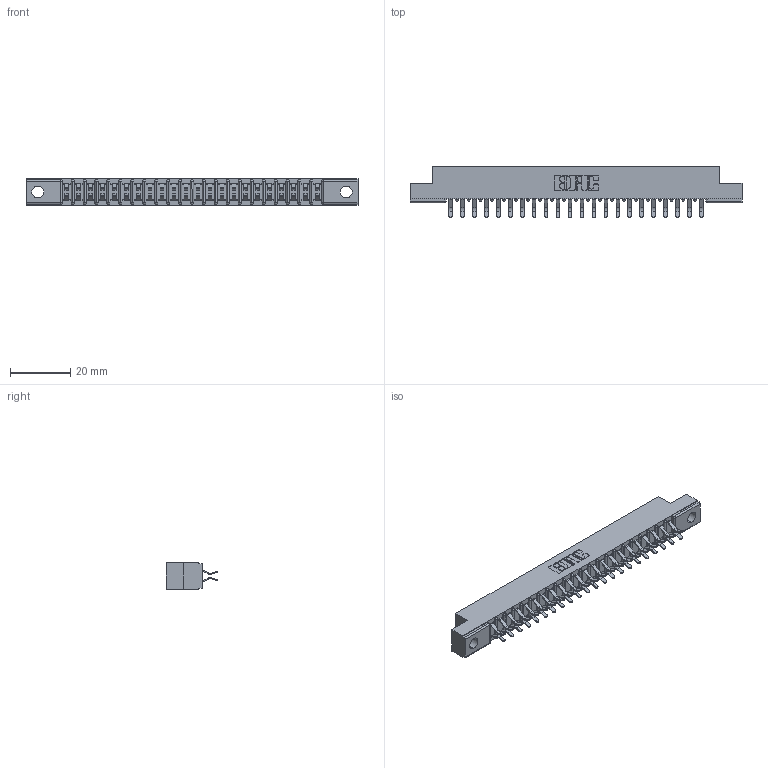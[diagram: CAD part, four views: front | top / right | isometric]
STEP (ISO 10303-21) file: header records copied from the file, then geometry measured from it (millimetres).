
FILE_DESCRIPTION (( 'STEP AP203' ), '1' );
FILE_NAME ('307-044-456-204.STEP', '2020-09-30T01:10:11', ( '' ), ( '' ), 'SwSTEP 2.0', 'SolidWorks 2020', '' );
FILE_SCHEMA (( 'CONFIG_CONTROL_DESIGN' ));
Length unit declared in the file: inch
Products named in the file (3): 307 Part_.156 Dia Mounting Holes; 307-044-456-204; 307-290-001_556
Assembly tree (45 placements, depth 2):
  307-044-456-204
    307 Part_.156 Dia Mounting Holes
    307-290-001_556  x44
Bounding box: 110.19 x 16.97 x 8.71 mm (x, y, z)
Volume: 7093.4 mm3; surface area: 12373.1 mm2
Topology: 45 solids, 45 shells, 2355 faces, 6607 edges, 4282 vertices
Faces by surface type: plane 1536, cylinder 773, sphere 46
Entity records: 22552 total; most frequent: CARTESIAN_POINT 3700, ORIENTED_EDGE 3662, DIRECTION 3625, EDGE_CURVE 1831, LINE 1403, VECTOR 1403, VERTEX_POINT 1186, AXIS2_PLACEMENT_3D 1111
